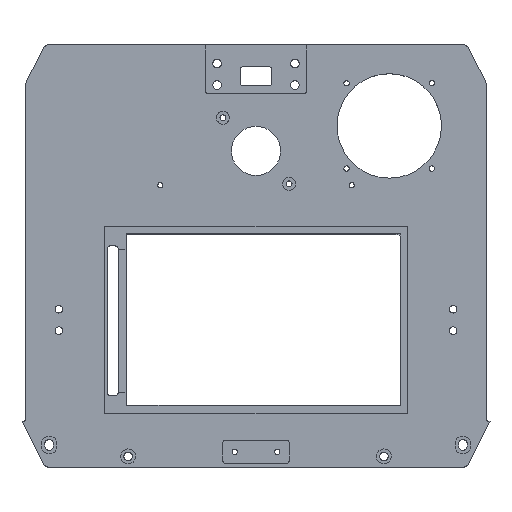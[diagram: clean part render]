
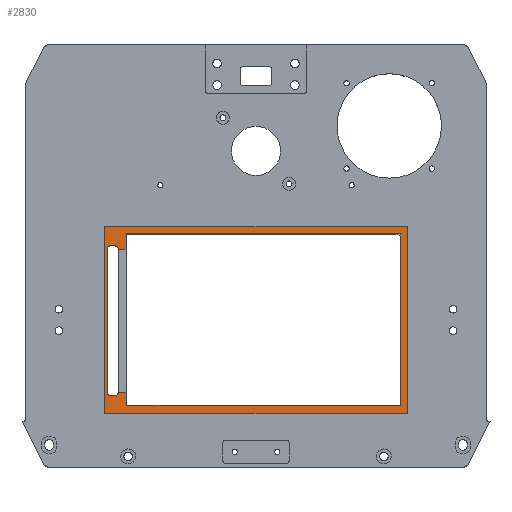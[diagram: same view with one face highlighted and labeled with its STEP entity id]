
A CAD part, top view. The second image highlights one B-rep face of the part: STEP entity #2830.
In plain terms, the highlighted planar face has unit normal (0, 0, 1).
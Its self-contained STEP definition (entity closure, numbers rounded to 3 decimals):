
#127=FACE_BOUND('',#523,.T.);
#211=CIRCLE('',#3044,1.5);
#212=CIRCLE('',#3045,1.5);
#213=CIRCLE('',#3046,1.5);
#214=CIRCLE('',#3047,1.5);
#337=FACE_OUTER_BOUND('',#522,.T.);
#522=EDGE_LOOP('',(#2032,#2033,#2034,#2035));
#523=EDGE_LOOP('',(#2036,#2037,#2038,#2039,#2040,#2041,#2042,#2043,#2044,
#2045,#2046,#2047,#2048,#2049,#2050,#2051,#2052,#2053,#2054));
#716=LINE('',#4187,#972);
#740=LINE('',#4320,#996);
#741=LINE('',#4321,#997);
#743=LINE('',#4325,#999);
#745=LINE('',#4328,#1001);
#746=LINE('',#4331,#1002);
#748=LINE('',#4349,#1004);
#749=LINE('',#4351,#1005);
#752=LINE('',#4356,#1008);
#756=LINE('',#4365,#1012);
#759=LINE('',#4373,#1015);
#762=LINE('',#4379,#1018);
#765=LINE('',#4385,#1021);
#768=LINE('',#4389,#1024);
#769=LINE('',#4392,#1025);
#770=LINE('',#4396,#1026);
#771=LINE('',#4400,#1027);
#772=LINE('',#4404,#1028);
#773=LINE('',#4407,#1029);
#972=VECTOR('',#3307,10.);
#996=VECTOR('',#3413,10.);
#997=VECTOR('',#3414,10.);
#999=VECTOR('',#3418,10.);
#1001=VECTOR('',#3420,10.);
#1002=VECTOR('',#3423,10.);
#1004=VECTOR('',#3425,10.);
#1005=VECTOR('',#3426,10.);
#1008=VECTOR('',#3431,10.);
#1012=VECTOR('',#3441,10.);
#1015=VECTOR('',#3446,10.);
#1018=VECTOR('',#3451,10.);
#1021=VECTOR('',#3456,10.);
#1024=VECTOR('',#3461,10.);
#1025=VECTOR('',#3464,10.);
#1026=VECTOR('',#3467,10.);
#1027=VECTOR('',#3470,10.);
#1028=VECTOR('',#3473,10.);
#1029=VECTOR('',#3476,10.);
#1228=VERTEX_POINT('',#4184);
#1229=VERTEX_POINT('',#4186);
#1290=VERTEX_POINT('',#4318);
#1291=VERTEX_POINT('',#4319);
#1292=VERTEX_POINT('',#4324);
#1293=VERTEX_POINT('',#4326);
#1294=VERTEX_POINT('',#4330);
#1298=VERTEX_POINT('',#4348);
#1299=VERTEX_POINT('',#4350);
#1300=VERTEX_POINT('',#4355);
#1302=VERTEX_POINT('',#4363);
#1305=VERTEX_POINT('',#4370);
#1306=VERTEX_POINT('',#4372);
#1308=VERTEX_POINT('',#4378);
#1310=VERTEX_POINT('',#4384);
#1311=VERTEX_POINT('',#4391);
#1312=VERTEX_POINT('',#4393);
#1313=VERTEX_POINT('',#4395);
#1314=VERTEX_POINT('',#4397);
#1315=VERTEX_POINT('',#4399);
#1316=VERTEX_POINT('',#4401);
#1317=VERTEX_POINT('',#4403);
#1318=VERTEX_POINT('',#4405);
#1501=EDGE_CURVE('',#1229,#1228,#716,.T.);
#1564=EDGE_CURVE('',#1290,#1291,#740,.T.);
#1565=EDGE_CURVE('',#1228,#1290,#741,.T.);
#1567=EDGE_CURVE('',#1291,#1292,#743,.T.);
#1569=EDGE_CURVE('',#1292,#1293,#745,.T.);
#1570=EDGE_CURVE('',#1293,#1294,#746,.T.);
#1576=EDGE_CURVE('',#1298,#1229,#748,.T.);
#1577=EDGE_CURVE('',#1299,#1298,#749,.T.);
#1580=EDGE_CURVE('',#1299,#1300,#752,.T.);
#1585=EDGE_CURVE('',#1302,#1294,#756,.T.);
#1588=EDGE_CURVE('',#1305,#1306,#759,.T.);
#1591=EDGE_CURVE('',#1306,#1308,#762,.T.);
#1594=EDGE_CURVE('',#1308,#1310,#765,.T.);
#1597=EDGE_CURVE('',#1310,#1305,#768,.T.);
#1598=EDGE_CURVE('',#1311,#1302,#769,.T.);
#1599=EDGE_CURVE('',#1312,#1311,#211,.T.);
#1600=EDGE_CURVE('',#1313,#1312,#770,.T.);
#1601=EDGE_CURVE('',#1314,#1313,#212,.T.);
#1602=EDGE_CURVE('',#1315,#1314,#771,.T.);
#1603=EDGE_CURVE('',#1316,#1315,#213,.T.);
#1604=EDGE_CURVE('',#1317,#1316,#772,.T.);
#1605=EDGE_CURVE('',#1318,#1317,#214,.T.);
#1606=EDGE_CURVE('',#1300,#1318,#773,.T.);
#2032=ORIENTED_EDGE('',*,*,#1591,.F.);
#2033=ORIENTED_EDGE('',*,*,#1588,.F.);
#2034=ORIENTED_EDGE('',*,*,#1597,.F.);
#2035=ORIENTED_EDGE('',*,*,#1594,.F.);
#2036=ORIENTED_EDGE('',*,*,#1577,.T.);
#2037=ORIENTED_EDGE('',*,*,#1576,.T.);
#2038=ORIENTED_EDGE('',*,*,#1501,.T.);
#2039=ORIENTED_EDGE('',*,*,#1565,.T.);
#2040=ORIENTED_EDGE('',*,*,#1564,.T.);
#2041=ORIENTED_EDGE('',*,*,#1567,.T.);
#2042=ORIENTED_EDGE('',*,*,#1569,.T.);
#2043=ORIENTED_EDGE('',*,*,#1570,.T.);
#2044=ORIENTED_EDGE('',*,*,#1585,.F.);
#2045=ORIENTED_EDGE('',*,*,#1598,.F.);
#2046=ORIENTED_EDGE('',*,*,#1599,.F.);
#2047=ORIENTED_EDGE('',*,*,#1600,.F.);
#2048=ORIENTED_EDGE('',*,*,#1601,.F.);
#2049=ORIENTED_EDGE('',*,*,#1602,.F.);
#2050=ORIENTED_EDGE('',*,*,#1603,.F.);
#2051=ORIENTED_EDGE('',*,*,#1604,.F.);
#2052=ORIENTED_EDGE('',*,*,#1605,.F.);
#2053=ORIENTED_EDGE('',*,*,#1606,.F.);
#2054=ORIENTED_EDGE('',*,*,#1580,.F.);
#2747=PLANE('',#3043);
#2830=ADVANCED_FACE('',(#337,#127),#2747,.T.);
#3043=AXIS2_PLACEMENT_3D('',#4390,#3462,#3463);
#3044=AXIS2_PLACEMENT_3D('',#4394,#3465,#3466);
#3045=AXIS2_PLACEMENT_3D('',#4398,#3468,#3469);
#3046=AXIS2_PLACEMENT_3D('',#4402,#3471,#3472);
#3047=AXIS2_PLACEMENT_3D('',#4406,#3474,#3475);
#3307=DIRECTION('',(1.,0.,0.));
#3413=DIRECTION('',(0.,-1.,0.));
#3414=DIRECTION('',(0.,-1.,0.));
#3418=DIRECTION('',(-1.,0.,0.));
#3420=DIRECTION('',(-1.,0.,0.));
#3423=DIRECTION('',(0.,1.,0.));
#3425=DIRECTION('',(0.,1.,0.));
#3426=DIRECTION('',(0.,1.,0.));
#3431=DIRECTION('',(-1.,0.,0.));
#3441=DIRECTION('',(1.,0.,0.));
#3446=DIRECTION('',(0.,1.,0.));
#3451=DIRECTION('',(1.,0.,0.));
#3456=DIRECTION('',(0.,-1.,0.));
#3461=DIRECTION('',(-1.,0.,0.));
#3462=DIRECTION('center_axis',(0.,0.,1.));
#3463=DIRECTION('ref_axis',(1.,0.,0.));
#3464=DIRECTION('',(0.,1.,0.));
#3465=DIRECTION('center_axis',(0.,0.,1.));
#3466=DIRECTION('ref_axis',(1.,0.,0.));
#3467=DIRECTION('',(1.,0.,0.));
#3468=DIRECTION('center_axis',(0.,0.,1.));
#3469=DIRECTION('ref_axis',(0.,-1.,0.));
#3470=DIRECTION('',(0.,-1.,0.));
#3471=DIRECTION('center_axis',(0.,0.,1.));
#3472=DIRECTION('ref_axis',(-1.,0.,0.));
#3473=DIRECTION('',(-1.,0.,0.));
#3474=DIRECTION('center_axis',(0.,0.,1.));
#3475=DIRECTION('ref_axis',(0.,1.,0.));
#3476=DIRECTION('',(0.,1.,0.));
#4184=CARTESIAN_POINT('',(68.,-339.592,11.));
#4186=CARTESIAN_POINT('',(-60.941,-339.592,11.));
#4187=CARTESIAN_POINT('',(-29.47,-339.592,11.));
#4318=CARTESIAN_POINT('',(68.,-340.633,11.));
#4319=CARTESIAN_POINT('',(68.,-420.,11.));
#4320=CARTESIAN_POINT('',(68.,-344.796,11.));
#4321=CARTESIAN_POINT('',(68.,-344.796,11.));
#4324=CARTESIAN_POINT('',(-45.,-420.,11.));
#4325=CARTESIAN_POINT('',(35.,-420.,11.));
#4326=CARTESIAN_POINT('',(-60.941,-420.,11.));
#4328=CARTESIAN_POINT('',(35.,-420.,11.));
#4330=CARTESIAN_POINT('',(-60.941,-414.,11.));
#4331=CARTESIAN_POINT('',(-60.941,-385.,11.));
#4348=CARTESIAN_POINT('',(-60.941,-340.,11.));
#4349=CARTESIAN_POINT('',(-60.941,-385.,11.));
#4350=CARTESIAN_POINT('',(-60.941,-346.8,11.));
#4351=CARTESIAN_POINT('',(-60.941,-385.,11.));
#4355=CARTESIAN_POINT('',(-64.687,-346.8,11.));
#4356=CARTESIAN_POINT('',(30.3,-346.8,11.));
#4363=CARTESIAN_POINT('',(-64.687,-414.,11.));
#4365=CARTESIAN_POINT('',(-28.3,-414.,11.));
#4370=CARTESIAN_POINT('',(-71.,-424.,11.));
#4372=CARTESIAN_POINT('',(-71.,-336.,11.));
#4373=CARTESIAN_POINT('',(-71.,-424.,11.));
#4378=CARTESIAN_POINT('',(71.,-336.,11.));
#4379=CARTESIAN_POINT('',(-67.,-336.,11.));
#4384=CARTESIAN_POINT('',(71.,-424.,11.));
#4385=CARTESIAN_POINT('',(71.,-336.,11.));
#4389=CARTESIAN_POINT('',(71.,-424.,11.));
#4390=CARTESIAN_POINT('Origin',(2.,-350.,11.));
#4391=CARTESIAN_POINT('',(-64.687,-414.087,11.));
#4392=CARTESIAN_POINT('',(-64.687,-382.043,11.));
#4393=CARTESIAN_POINT('',(-66.187,-415.587,11.));
#4394=CARTESIAN_POINT('Origin',(-66.187,-414.087,11.));
#4395=CARTESIAN_POINT('',(-68.187,-415.587,11.));
#4396=CARTESIAN_POINT('',(-33.093,-415.587,11.));
#4397=CARTESIAN_POINT('',(-69.687,-414.087,11.));
#4398=CARTESIAN_POINT('Origin',(-68.187,-414.087,11.));
#4399=CARTESIAN_POINT('',(-69.687,-346.713,11.));
#4400=CARTESIAN_POINT('',(-69.687,-348.357,11.));
#4401=CARTESIAN_POINT('',(-68.187,-345.213,11.));
#4402=CARTESIAN_POINT('Origin',(-68.187,-346.713,11.));
#4403=CARTESIAN_POINT('',(-66.187,-345.213,11.));
#4404=CARTESIAN_POINT('',(-32.093,-345.213,11.));
#4405=CARTESIAN_POINT('',(-64.687,-346.713,11.));
#4406=CARTESIAN_POINT('Origin',(-66.187,-346.713,11.));
#4407=CARTESIAN_POINT('',(-64.687,-382.043,11.));
